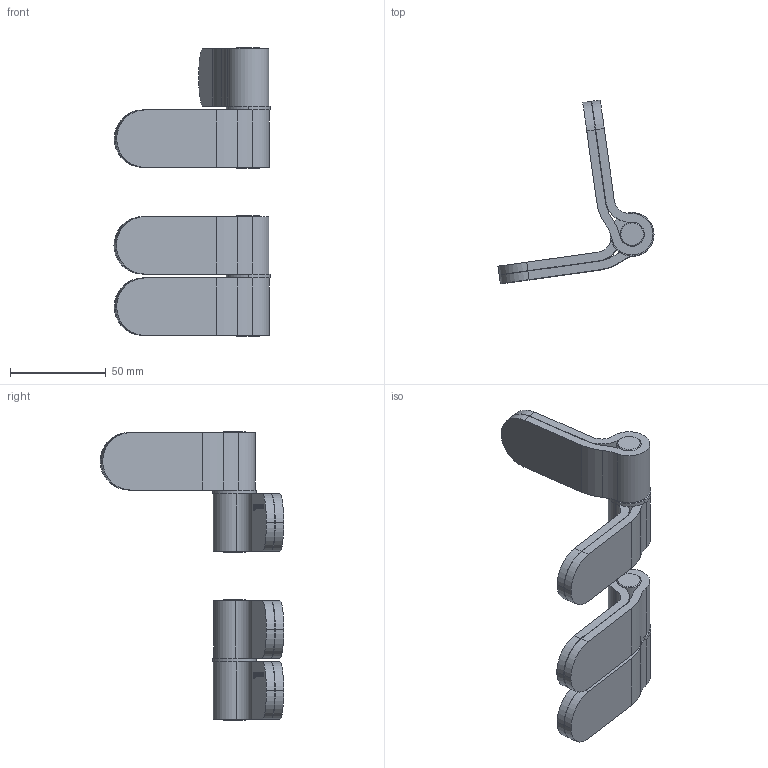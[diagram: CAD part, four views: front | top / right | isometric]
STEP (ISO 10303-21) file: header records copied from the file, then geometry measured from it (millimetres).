
FILE_DESCRIPTION (( 'STEP AP214' ), '1' );
FILE_NAME ('02232-Lift Off Hinge Heavy Duty Zinc Plated 60mm.STEP', '2018-07-30T01:27:56', ( '' ), ( '' ), 'SwSTEP 2.0', 'SolidWorks 2018', '' );
FILE_SCHEMA (( 'AUTOMOTIVE_DESIGN' ));
Length unit declared in the file: millimetre
Products named in the file (16): 2232-3; Part3^02232 Lift Off Hinge Heavy Duty Zinc Plated 60mm; 02232-Lift Off Hinge Heavy Duty Zinc Plated 60mm; 2232-1; 2232-3-1; 2232-2
Assembly tree (8 placements, depth 2):
  2232-3
  Part3^02232 Lift Off Hinge Heavy Duty Zinc Plated 60mm
  02232-Lift Off Hinge Heavy Duty Zinc Plated 60mm
    2232-3-1  x2
    2232-1  x2
    2232-2  x2
    2232-3  x2
  2232-3
  2232-1
Bounding box: 81.47 x 95.78 x 150.69 mm (x, y, z)
Volume: 111205.4 mm3; surface area: 56153.9 mm2
Topology: 8 solids, 8 shells, 620 faces, 1660 edges, 1104 vertices
Faces by surface type: plane 326, bspline 226, cylinder 60, cone 8
Entity records: 16479 total; most frequent: CARTESIAN_POINT 9089, ORIENTED_EDGE 1660, DIRECTION 1086, EDGE_CURVE 830, VERTEX_POINT 552, VECTOR 540, LINE 540, EDGE_LOOP 336
